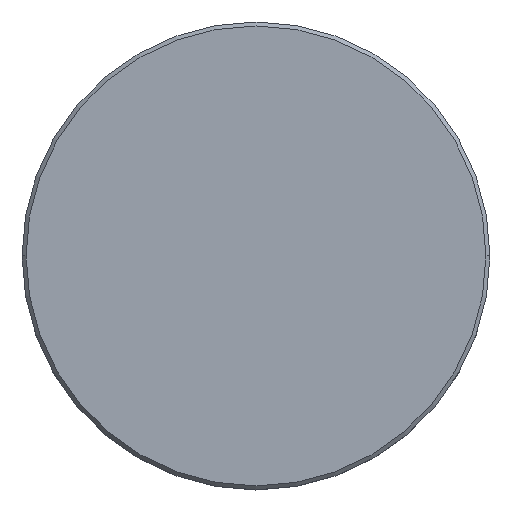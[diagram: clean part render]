
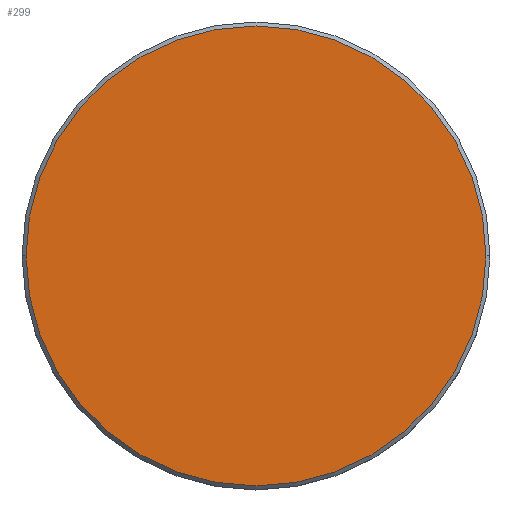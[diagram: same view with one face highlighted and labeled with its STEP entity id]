
A CAD part, top view. The second image highlights one B-rep face of the part: STEP entity #299.
In plain terms, the highlighted planar face has unit normal (0, 0, 1).
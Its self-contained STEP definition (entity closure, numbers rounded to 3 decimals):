
#3 = EDGE_CURVE ( 'NONE', #39, #248, #385, .T. ) ;
#16 = DIRECTION ( 'NONE',  ( 1., 0., 0. ) ) ;
#39 = VERTEX_POINT ( 'NONE', #990 ) ;
#70 = PLANE ( 'NONE',  #538 ) ;
#98 = ORIENTED_EDGE ( 'NONE', *, *, #3, .T. ) ;
#207 = CARTESIAN_POINT ( 'NONE',  ( 0., 0., 0. ) ) ;
#247 = DIRECTION ( 'NONE',  ( 0., 0., 1. ) ) ;
#248 = VERTEX_POINT ( 'NONE', #773 ) ;
#299 = ADVANCED_FACE ( 'NONE', ( #326 ), #70, .T. ) ;
#307 = AXIS2_PLACEMENT_3D ( 'NONE', #207, #469, #16 ) ;
#326 = FACE_OUTER_BOUND ( 'NONE', #741, .T. ) ;
#385 = CIRCLE ( 'NONE', #307, 29. ) ;
#469 = DIRECTION ( 'NONE',  ( 0., 0., 1. ) ) ;
#492 = DIRECTION ( 'NONE',  ( 1., 0., 0. ) ) ;
#528 = DIRECTION ( 'NONE',  ( 1., 0., 0. ) ) ;
#538 = AXIS2_PLACEMENT_3D ( 'NONE', #1062, #247, #528 ) ;
#675 = CARTESIAN_POINT ( 'NONE',  ( 0., 0., 0. ) ) ;
#741 = EDGE_LOOP ( 'NONE', ( #98, #883 ) ) ;
#760 = DIRECTION ( 'NONE',  ( 0., 0., 1. ) ) ;
#773 = CARTESIAN_POINT ( 'NONE',  ( 29., 0., 0. ) ) ;
#824 = AXIS2_PLACEMENT_3D ( 'NONE', #675, #760, #492 ) ;
#883 = ORIENTED_EDGE ( 'NONE', *, *, #976, .T. ) ;
#937 = CIRCLE ( 'NONE', #824, 29. ) ;
#976 = EDGE_CURVE ( 'NONE', #248, #39, #937, .T. ) ;
#990 = CARTESIAN_POINT ( 'NONE',  ( -29., 0., 0. ) ) ;
#1062 = CARTESIAN_POINT ( 'NONE',  ( 0., 0., 0. ) ) ;
